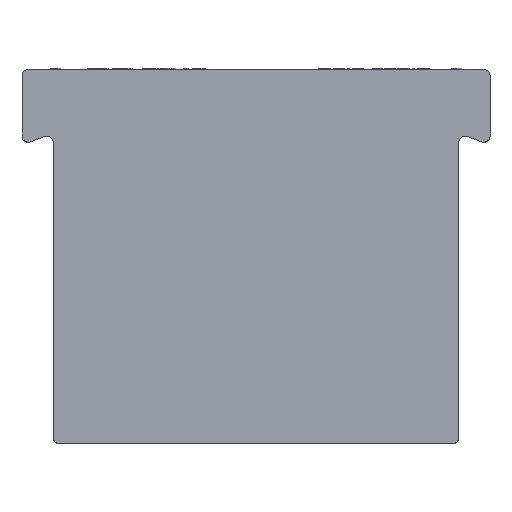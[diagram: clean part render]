
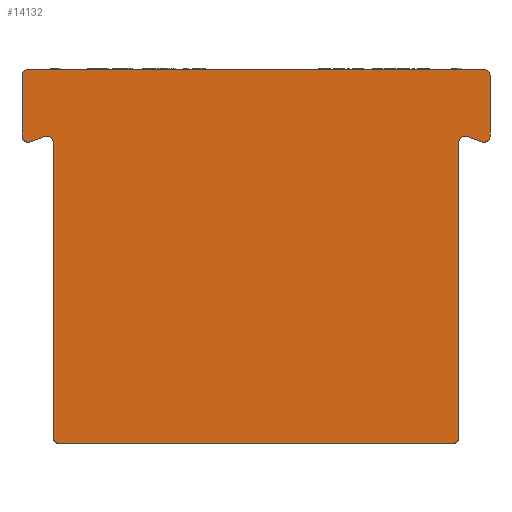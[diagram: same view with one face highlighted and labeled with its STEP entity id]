
A CAD part, left-side view. The second image highlights one B-rep face of the part: STEP entity #14132.
In plain terms, the highlighted planar face has unit normal (-1, 0, 0).
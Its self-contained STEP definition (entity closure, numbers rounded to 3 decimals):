
#437 = DIRECTION ( 'NONE',  ( 0., 1., 0. ) ) ;
#675 = CIRCLE ( 'NONE', #921, 1. ) ;
#826 = VERTEX_POINT ( 'NONE', #7558 ) ;
#921 = AXIS2_PLACEMENT_3D ( 'NONE', #13174, #3130, #3615 ) ;
#1048 = VERTEX_POINT ( 'NONE', #1804 ) ;
#1224 = AXIS2_PLACEMENT_3D ( 'NONE', #9530, #4979, #11723 ) ;
#1244 = AXIS2_PLACEMENT_3D ( 'NONE', #7158, #11549, #4943 ) ;
#1255 = ORIENTED_EDGE ( 'NONE', *, *, #11322, .T. ) ;
#1261 = DIRECTION ( 'NONE',  ( 0., 0., -1. ) ) ;
#1358 = DIRECTION ( 'NONE',  ( 1., 0., 0. ) ) ;
#1576 = ORIENTED_EDGE ( 'NONE', *, *, #11788, .F. ) ;
#1584 = DIRECTION ( 'NONE',  ( 0., 0., -1. ) ) ;
#1613 = ORIENTED_EDGE ( 'NONE', *, *, #7834, .T. ) ;
#1804 = CARTESIAN_POINT ( 'NONE',  ( 0., -32.5, 18.292 ) ) ;
#1811 = VERTEX_POINT ( 'NONE', #12380 ) ;
#1853 = EDGE_CURVE ( 'NONE', #2633, #2661, #8345, .T. ) ;
#2127 = VECTOR ( 'NONE', #11417, 1000. ) ;
#2250 = CARTESIAN_POINT ( 'NONE',  ( 0., -36.5, 19.328 ) ) ;
#2263 = DIRECTION ( 'NONE',  ( -1., 0., 0. ) ) ;
#2274 = CARTESIAN_POINT ( 'NONE',  ( 0., 36.5, 29. ) ) ;
#2333 = CARTESIAN_POINT ( 'NONE',  ( 0., 33.842, 19.232 ) ) ;
#2474 = DIRECTION ( 'NONE',  ( 0., -0.94, 0.342 ) ) ;
#2527 = FACE_OUTER_BOUND ( 'NONE', #8883, .T. ) ;
#2633 = VERTEX_POINT ( 'NONE', #3605 ) ;
#2661 = VERTEX_POINT ( 'NONE', #10413 ) ;
#2708 = EDGE_CURVE ( 'NONE', #826, #1048, #5794, .T. ) ;
#2776 = CARTESIAN_POINT ( 'NONE',  ( 0., 31.5, -30. ) ) ;
#2835 = AXIS2_PLACEMENT_3D ( 'NONE', #2250, #4387, #10175 ) ;
#3012 = VECTOR ( 'NONE', #9225, 1000. ) ;
#3130 = DIRECTION ( 'NONE',  ( 1., 0., 0. ) ) ;
#3337 = EDGE_CURVE ( 'NONE', #2661, #11530, #8890, .T. ) ;
#3434 = EDGE_CURVE ( 'NONE', #14504, #5669, #8912, .T. ) ;
#3500 = ORIENTED_EDGE ( 'NONE', *, *, #7497, .T. ) ;
#3605 = CARTESIAN_POINT ( 'NONE',  ( 0., 37.5, 29. ) ) ;
#3615 = DIRECTION ( 'NONE',  ( 0., 0., -1. ) ) ;
#3677 = CARTESIAN_POINT ( 'NONE',  ( 0., -36.5, 29. ) ) ;
#3737 = AXIS2_PLACEMENT_3D ( 'NONE', #3677, #11957, #6393 ) ;
#4118 = VERTEX_POINT ( 'NONE', #10673 ) ;
#4126 = ORIENTED_EDGE ( 'NONE', *, *, #10028, .T. ) ;
#4276 = CARTESIAN_POINT ( 'NONE',  ( 0., -37.5, 29. ) ) ;
#4387 = DIRECTION ( 'NONE',  ( -1., 0., 0. ) ) ;
#4397 = DIRECTION ( 'NONE',  ( 0., 0., -1. ) ) ;
#4739 = LINE ( 'NONE', #10108, #3012 ) ;
#4828 = DIRECTION ( 'NONE',  ( 0., -0.94, -0.342 ) ) ;
#4906 = ORIENTED_EDGE ( 'NONE', *, *, #3337, .T. ) ;
#4943 = DIRECTION ( 'NONE',  ( 0., 0., -1. ) ) ;
#4979 = DIRECTION ( 'NONE',  ( -1., 0., 0. ) ) ;
#5002 = ORIENTED_EDGE ( 'NONE', *, *, #10882, .T. ) ;
#5248 = CARTESIAN_POINT ( 'NONE',  ( 0., 32.5, -29. ) ) ;
#5298 = CARTESIAN_POINT ( 'NONE',  ( 0., -36.5, 30. ) ) ;
#5367 = VECTOR ( 'NONE', #6081, 1000. ) ;
#5502 = DIRECTION ( 'NONE',  ( -1., 0., 0. ) ) ;
#5669 = VERTEX_POINT ( 'NONE', #5298 ) ;
#5794 = LINE ( 'NONE', #7188, #5367 ) ;
#5800 = DIRECTION ( 'NONE',  ( -1., 0., 0. ) ) ;
#5823 = CIRCLE ( 'NONE', #8648, 1. ) ;
#5921 = CARTESIAN_POINT ( 'NONE',  ( 0., 33.842, 19.232 ) ) ;
#5979 = PLANE ( 'NONE',  #1244 ) ;
#6048 = DIRECTION ( 'NONE',  ( 0., 0., -1. ) ) ;
#6081 = DIRECTION ( 'NONE',  ( 0., 0., 1. ) ) ;
#6111 = VECTOR ( 'NONE', #4828, 1000. ) ;
#6123 = CIRCLE ( 'NONE', #13165, 1. ) ;
#6341 = VERTEX_POINT ( 'NONE', #5248 ) ;
#6393 = DIRECTION ( 'NONE',  ( 0., 0., -1. ) ) ;
#6681 = LINE ( 'NONE', #2333, #11273 ) ;
#7044 = CARTESIAN_POINT ( 'NONE',  ( 0., -36.158, 18.389 ) ) ;
#7069 = EDGE_CURVE ( 'NONE', #11998, #2633, #5823, .T. ) ;
#7094 = ORIENTED_EDGE ( 'NONE', *, *, #1853, .T. ) ;
#7158 = CARTESIAN_POINT ( 'NONE',  ( 0., -37.5, 30. ) ) ;
#7188 = CARTESIAN_POINT ( 'NONE',  ( 0., -32.5, -30. ) ) ;
#7258 = CARTESIAN_POINT ( 'NONE',  ( 0., -37.5, -30. ) ) ;
#7471 = ORIENTED_EDGE ( 'NONE', *, *, #11912, .T. ) ;
#7486 = CARTESIAN_POINT ( 'NONE',  ( 0., -36.158, 18.389 ) ) ;
#7497 = EDGE_CURVE ( 'NONE', #5669, #11998, #4739, .T. ) ;
#7532 = CIRCLE ( 'NONE', #8456, 1. ) ;
#7557 = CIRCLE ( 'NONE', #1224, 1. ) ;
#7558 = CARTESIAN_POINT ( 'NONE',  ( 0., -32.5, -29. ) ) ;
#7834 = EDGE_CURVE ( 'NONE', #1048, #9543, #675, .T. ) ;
#8345 = LINE ( 'NONE', #10531, #13903 ) ;
#8456 = AXIS2_PLACEMENT_3D ( 'NONE', #9427, #1358, #6048 ) ;
#8513 = CARTESIAN_POINT ( 'NONE',  ( 0., 36.5, 30. ) ) ;
#8645 = CARTESIAN_POINT ( 'NONE',  ( 0., 36.158, 18.389 ) ) ;
#8648 = AXIS2_PLACEMENT_3D ( 'NONE', #2274, #5502, #11004 ) ;
#8719 = VECTOR ( 'NONE', #13707, 1000. ) ;
#8883 = EDGE_LOOP ( 'NONE', ( #7094, #4906, #1255, #5002, #11676, #4126, #1576, #11655, #9951, #1613, #7471, #9355, #12853, #14398, #3500, #12472 ) ) ;
#8890 = CIRCLE ( 'NONE', #10751, 1. ) ;
#8912 = CIRCLE ( 'NONE', #3737, 1. ) ;
#9044 = CARTESIAN_POINT ( 'NONE',  ( 0., 36.5, 19.328 ) ) ;
#9225 = DIRECTION ( 'NONE',  ( 0., 1., 0. ) ) ;
#9355 = ORIENTED_EDGE ( 'NONE', *, *, #11660, .T. ) ;
#9427 = CARTESIAN_POINT ( 'NONE',  ( 0., 33.5, 18.292 ) ) ;
#9512 = LINE ( 'NONE', #12525, #2127 ) ;
#9525 = LINE ( 'NONE', #7258, #11038 ) ;
#9530 = CARTESIAN_POINT ( 'NONE',  ( 0., 31.5, -29. ) ) ;
#9543 = VERTEX_POINT ( 'NONE', #11631 ) ;
#9951 = ORIENTED_EDGE ( 'NONE', *, *, #2708, .T. ) ;
#10028 = EDGE_CURVE ( 'NONE', #6341, #11021, #7557, .T. ) ;
#10108 = CARTESIAN_POINT ( 'NONE',  ( 0., -37.5, 30. ) ) ;
#10175 = DIRECTION ( 'NONE',  ( 0., 0., -1. ) ) ;
#10413 = CARTESIAN_POINT ( 'NONE',  ( 0., 37.5, 19.328 ) ) ;
#10506 = EDGE_CURVE ( 'NONE', #14504, #4118, #9512, .T. ) ;
#10531 = CARTESIAN_POINT ( 'NONE',  ( 0., 37.5, 30. ) ) ;
#10549 = CARTESIAN_POINT ( 'NONE',  ( 0., 32.5, 20. ) ) ;
#10574 = CIRCLE ( 'NONE', #2835, 1. ) ;
#10673 = CARTESIAN_POINT ( 'NONE',  ( 0., -37.5, 19.328 ) ) ;
#10698 = LINE ( 'NONE', #7044, #6111 ) ;
#10751 = AXIS2_PLACEMENT_3D ( 'NONE', #9044, #5800, #1261 ) ;
#10882 = EDGE_CURVE ( 'NONE', #12310, #11608, #7532, .T. ) ;
#11004 = DIRECTION ( 'NONE',  ( 0., 0., -1. ) ) ;
#11021 = VERTEX_POINT ( 'NONE', #2776 ) ;
#11038 = VECTOR ( 'NONE', #437, 1000. ) ;
#11261 = CARTESIAN_POINT ( 'NONE',  ( 0., 32.5, 18.292 ) ) ;
#11273 = VECTOR ( 'NONE', #2474, 1000. ) ;
#11322 = EDGE_CURVE ( 'NONE', #11530, #12310, #6681, .T. ) ;
#11417 = DIRECTION ( 'NONE',  ( 0., 0., -1. ) ) ;
#11530 = VERTEX_POINT ( 'NONE', #8645 ) ;
#11549 = DIRECTION ( 'NONE',  ( 1., 0., 0. ) ) ;
#11576 = LINE ( 'NONE', #10549, #8719 ) ;
#11608 = VERTEX_POINT ( 'NONE', #11261 ) ;
#11631 = CARTESIAN_POINT ( 'NONE',  ( 0., -33.842, 19.232 ) ) ;
#11655 = ORIENTED_EDGE ( 'NONE', *, *, #12144, .T. ) ;
#11660 = EDGE_CURVE ( 'NONE', #12944, #4118, #10574, .T. ) ;
#11676 = ORIENTED_EDGE ( 'NONE', *, *, #11854, .T. ) ;
#11723 = DIRECTION ( 'NONE',  ( 0., 0., -1. ) ) ;
#11788 = EDGE_CURVE ( 'NONE', #1811, #11021, #9525, .T. ) ;
#11854 = EDGE_CURVE ( 'NONE', #11608, #6341, #11576, .T. ) ;
#11912 = EDGE_CURVE ( 'NONE', #9543, #12944, #10698, .T. ) ;
#11957 = DIRECTION ( 'NONE',  ( -1., 0., 0. ) ) ;
#11998 = VERTEX_POINT ( 'NONE', #8513 ) ;
#12144 = EDGE_CURVE ( 'NONE', #1811, #826, #6123, .T. ) ;
#12310 = VERTEX_POINT ( 'NONE', #5921 ) ;
#12318 = CARTESIAN_POINT ( 'NONE',  ( 0., -31.5, -29. ) ) ;
#12380 = CARTESIAN_POINT ( 'NONE',  ( 0., -31.5, -30. ) ) ;
#12472 = ORIENTED_EDGE ( 'NONE', *, *, #7069, .T. ) ;
#12525 = CARTESIAN_POINT ( 'NONE',  ( 0., -37.5, 30. ) ) ;
#12853 = ORIENTED_EDGE ( 'NONE', *, *, #10506, .F. ) ;
#12944 = VERTEX_POINT ( 'NONE', #7486 ) ;
#13165 = AXIS2_PLACEMENT_3D ( 'NONE', #12318, #2263, #4397 ) ;
#13174 = CARTESIAN_POINT ( 'NONE',  ( 0., -33.5, 18.292 ) ) ;
#13707 = DIRECTION ( 'NONE',  ( 0., 0., -1. ) ) ;
#13903 = VECTOR ( 'NONE', #1584, 1000. ) ;
#14132 = ADVANCED_FACE ( 'NONE', ( #2527 ), #5979, .F. ) ;
#14398 = ORIENTED_EDGE ( 'NONE', *, *, #3434, .T. ) ;
#14504 = VERTEX_POINT ( 'NONE', #4276 ) ;
